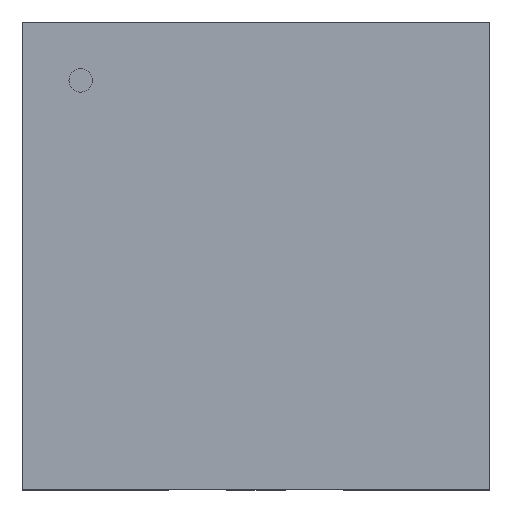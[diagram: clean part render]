
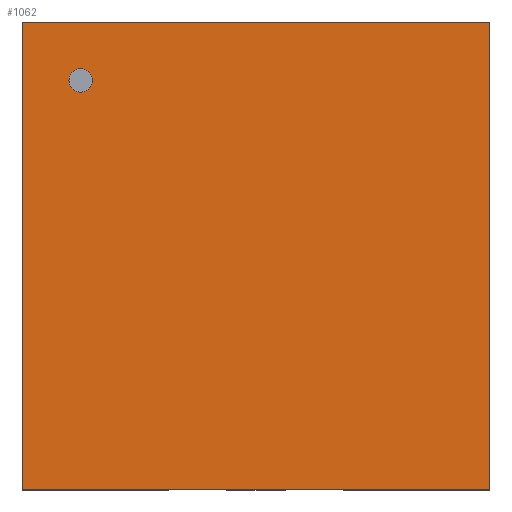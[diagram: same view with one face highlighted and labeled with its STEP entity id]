
A CAD part, top view. The second image highlights one B-rep face of the part: STEP entity #1062.
In plain terms, the highlighted planar face has unit normal (0, 0, 1).
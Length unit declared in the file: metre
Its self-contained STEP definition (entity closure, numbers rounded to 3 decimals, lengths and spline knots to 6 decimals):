
#23 = ORIENTED_EDGE ( 'NONE', *, *, #1270, .T. ) ;
#45 = DIRECTION ( 'NONE',  ( 0., 0., 1. ) ) ;
#49 = EDGE_CURVE ( 'NONE', #2111, #2641, #1932, .T. ) ;
#164 = VECTOR ( 'NONE', #802, 1. ) ;
#235 = CARTESIAN_POINT ( 'NONE',  ( 0.001, 0.001, 0.00074 ) ) ;
#245 = FACE_BOUND ( 'NONE', #2585, .T. ) ;
#435 = LINE ( 'NONE', #2108, #2496 ) ;
#436 = AXIS2_PLACEMENT_3D ( 'NONE', #2531, #892, #1830 ) ;
#444 = CARTESIAN_POINT ( 'NONE',  ( 0.001, -0.001, 0.00074 ) ) ;
#490 = VECTOR ( 'NONE', #1301, 1. ) ;
#515 = EDGE_LOOP ( 'NONE', ( #2492, #814, #23, #923 ) ) ;
#526 = DIRECTION ( 'NONE',  ( 0., 0., 1. ) ) ;
#769 = VERTEX_POINT ( 'NONE', #1450 ) ;
#802 = DIRECTION ( 'NONE',  ( -1., 0., 0. ) ) ;
#814 = ORIENTED_EDGE ( 'NONE', *, *, #918, .T. ) ;
#832 = ORIENTED_EDGE ( 'NONE', *, *, #3119, .F. ) ;
#892 = DIRECTION ( 'NONE',  ( 0., 0., 1. ) ) ;
#918 = EDGE_CURVE ( 'NONE', #769, #2785, #2233, .T. ) ;
#923 = ORIENTED_EDGE ( 'NONE', *, *, #2398, .T. ) ;
#1034 = CIRCLE ( 'NONE', #1731, 0.00005 ) ;
#1043 = CARTESIAN_POINT ( 'NONE',  ( 0.001, -0.001, 0.00074 ) ) ;
#1051 = VECTOR ( 'NONE', #1897, 1. ) ;
#1053 = LINE ( 'NONE', #2005, #164 ) ;
#1062 = ADVANCED_FACE ( 'NONE', ( #245, #2411 ), #3048, .T. ) ;
#1270 = EDGE_CURVE ( 'NONE', #2785, #1623, #1657, .T. ) ;
#1301 = DIRECTION ( 'NONE',  ( 1., 0., 0. ) ) ;
#1450 = CARTESIAN_POINT ( 'NONE',  ( -0.001, -0.001, 0.00074 ) ) ;
#1623 = VERTEX_POINT ( 'NONE', #235 ) ;
#1657 = LINE ( 'NONE', #444, #1051 ) ;
#1727 = AXIS2_PLACEMENT_3D ( 'NONE', #2471, #526, #2962 ) ;
#1731 = AXIS2_PLACEMENT_3D ( 'NONE', #2482, #45, #2200 ) ;
#1830 = DIRECTION ( 'NONE',  ( 1., 0., 0. ) ) ;
#1854 = EDGE_CURVE ( 'NONE', #2971, #769, #435, .T. ) ;
#1871 = DIRECTION ( 'NONE',  ( 0., -1., 0. ) ) ;
#1897 = DIRECTION ( 'NONE',  ( 0., 1., 0. ) ) ;
#1932 = CIRCLE ( 'NONE', #1727, 0.00005 ) ;
#2005 = CARTESIAN_POINT ( 'NONE',  ( 0.001, 0.001, 0.00074 ) ) ;
#2068 = CARTESIAN_POINT ( 'NONE',  ( -0.001, 0.001, 0.00074 ) ) ;
#2108 = CARTESIAN_POINT ( 'NONE',  ( -0.001, -0.001, 0.00074 ) ) ;
#2111 = VERTEX_POINT ( 'NONE', #2551 ) ;
#2200 = DIRECTION ( 'NONE',  ( 1., 0., 0. ) ) ;
#2233 = LINE ( 'NONE', #1043, #490 ) ;
#2374 = CARTESIAN_POINT ( 'NONE',  ( 0.001, -0.001, 0.00074 ) ) ;
#2398 = EDGE_CURVE ( 'NONE', #1623, #2971, #1053, .T. ) ;
#2411 = FACE_OUTER_BOUND ( 'NONE', #515, .T. ) ;
#2471 = CARTESIAN_POINT ( 'NONE',  ( -0.00075, 0.00075, 0.00074 ) ) ;
#2482 = CARTESIAN_POINT ( 'NONE',  ( -0.00075, 0.00075, 0.00074 ) ) ;
#2492 = ORIENTED_EDGE ( 'NONE', *, *, #1854, .T. ) ;
#2496 = VECTOR ( 'NONE', #1871, 1. ) ;
#2531 = CARTESIAN_POINT ( 'NONE',  ( 0., 0., 0.00074 ) ) ;
#2551 = CARTESIAN_POINT ( 'NONE',  ( -0.0007, 0.00075, 0.00074 ) ) ;
#2585 = EDGE_LOOP ( 'NONE', ( #2604, #832 ) ) ;
#2604 = ORIENTED_EDGE ( 'NONE', *, *, #49, .F. ) ;
#2641 = VERTEX_POINT ( 'NONE', #2754 ) ;
#2754 = CARTESIAN_POINT ( 'NONE',  ( -0.0008, 0.00075, 0.00074 ) ) ;
#2785 = VERTEX_POINT ( 'NONE', #2374 ) ;
#2962 = DIRECTION ( 'NONE',  ( 1., 0., 0. ) ) ;
#2971 = VERTEX_POINT ( 'NONE', #2068 ) ;
#3048 = PLANE ( 'NONE',  #436 ) ;
#3119 = EDGE_CURVE ( 'NONE', #2641, #2111, #1034, .T. ) ;
